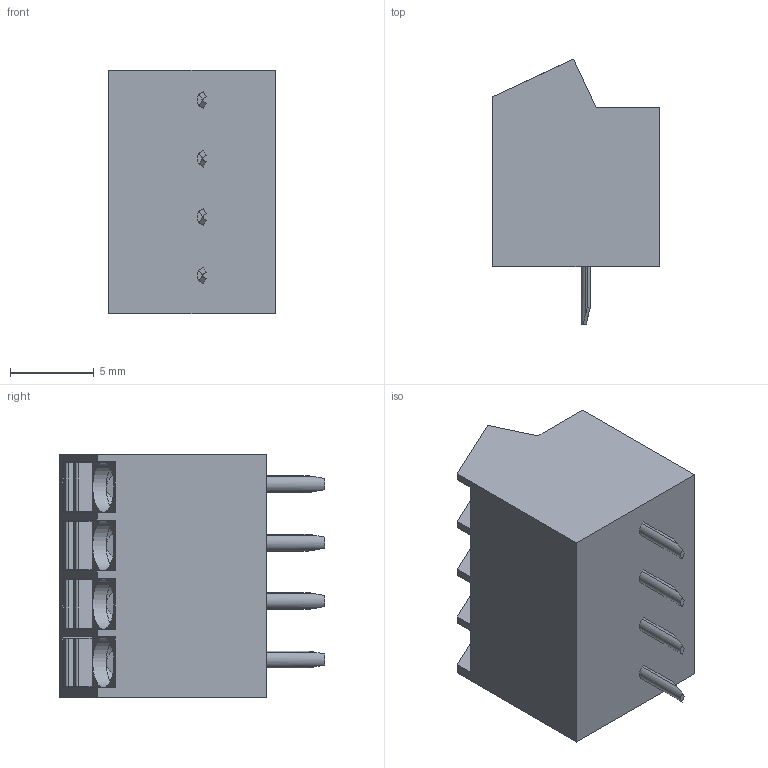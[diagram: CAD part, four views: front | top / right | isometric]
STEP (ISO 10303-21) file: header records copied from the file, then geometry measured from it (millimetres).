
FILE_DESCRIPTION((''),'2;1');
FILE_NAME('PRT0007','2024-09-25T',('sj'),(''),'PRO/ENGINEER BY PARAMETRIC TECHNOLOGY CORPORATION, 2013240','PRO/ENGINEER BY PARAMETRIC TECHNOLOGY CORPORATION, 2013240','');
FILE_SCHEMA(('AUTOMOTIVE_DESIGN_CC2 { 1 2 10303 214 -1 1 5 2 }'));
Length unit declared in the file: millimetre
Products named in the file (1): PRT0007
Bounding box: 10 x 15.9 x 14.6 mm (x, y, z)
Volume: 1447.4 mm3; surface area: 1091.3 mm2
Topology: 1 solids, 1 shells, 192 faces, 498 edges, 320 vertices
Faces by surface type: plane 130, cylinder 40, cone 22
Entity records: 6003 total; most frequent: CARTESIAN_POINT 1317, ORIENTED_EDGE 996, DIRECTION 918, EDGE_CURVE 498, VECTOR 354, LINE 354, VERTEX_POINT 320, AXIS2_PLACEMENT_3D 282
